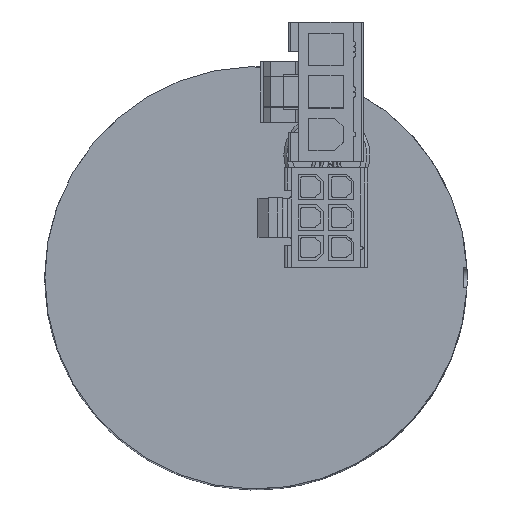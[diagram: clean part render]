
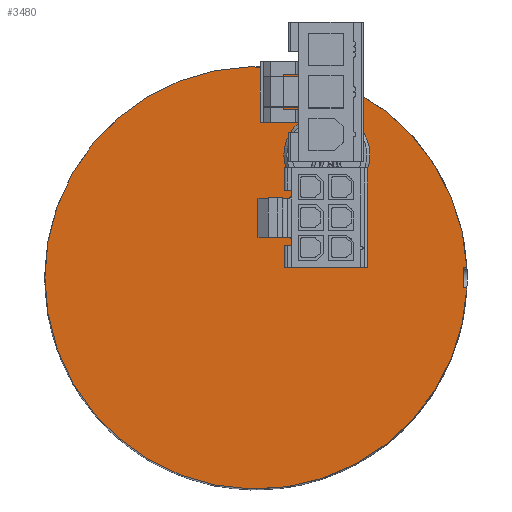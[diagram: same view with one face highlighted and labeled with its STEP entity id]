
A CAD part, top view. The second image highlights one B-rep face of the part: STEP entity #3480.
In plain terms, the highlighted planar face has unit normal (0, 0, 1).
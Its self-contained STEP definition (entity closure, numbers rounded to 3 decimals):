
#623=CARTESIAN_POINT('',(0.,0.,46.));
#624=DIRECTION('',(0.,0.,-1.));
#625=DIRECTION('',(0.999,-0.048,0.));
#626=AXIS2_PLACEMENT_3D('',#623,#624,#625);
#628=CARTESIAN_POINT('',(7.,12.124,46.));
#629=DIRECTION('',(0.,0.,1.));
#630=DIRECTION('',(0.5,0.866,0.));
#631=AXIS2_PLACEMENT_3D('',#628,#629,#630);
#633=CARTESIAN_POINT('',(7.,12.124,46.));
#634=DIRECTION('',(0.,0.,1.));
#635=DIRECTION('',(-0.5,-0.866,0.));
#636=AXIS2_PLACEMENT_3D('',#633,#634,#635);
#638=DIRECTION('',(-1.,0.,0.));
#639=VECTOR('',#638,0.326);
#640=CARTESIAN_POINT('',(20.826,-1.,46.));
#641=LINE('',#640,#639);
#711=DIRECTION('',(1.,0.,0.));
#712=VECTOR('',#711,0.326);
#713=CARTESIAN_POINT('',(20.5,1.,46.));
#714=LINE('',#713,#712);
#744=DIRECTION('',(0.,1.,0.));
#745=VECTOR('',#744,2.);
#746=CARTESIAN_POINT('',(20.5,-1.,46.));
#747=LINE('',#746,#745);
#1921=CARTESIAN_POINT('',(20.826,-1.,46.));
#1922=CARTESIAN_POINT('',(20.5,-1.,46.));
#1923=VERTEX_POINT('',#1921);
#1924=VERTEX_POINT('',#1922);
#1925=CARTESIAN_POINT('',(20.5,1.,46.));
#1926=VERTEX_POINT('',#1925);
#1927=CARTESIAN_POINT('',(20.826,1.,46.));
#1928=VERTEX_POINT('',#1927);
#2269=CARTESIAN_POINT('',(9.125,15.805,46.));
#2270=CARTESIAN_POINT('',(4.875,8.444,46.));
#2271=VERTEX_POINT('',#2269);
#2272=VERTEX_POINT('',#2270);
#3460=CARTESIAN_POINT('',(-0.012,0.,46.));
#3461=DIRECTION('',(0.,0.,-1.));
#3462=DIRECTION('',(1.,0.,0.));
#3463=AXIS2_PLACEMENT_3D('',#3460,#3461,#3462);
#3464=PLANE('',#3463);
#3466=ORIENTED_EDGE('',*,*,#3465,.F.);
#3468=ORIENTED_EDGE('',*,*,#3467,.T.);
#3470=ORIENTED_EDGE('',*,*,#3469,.F.);
#3472=ORIENTED_EDGE('',*,*,#3471,.F.);
#3473=EDGE_LOOP('',(#3466,#3468,#3470,#3472));
#3474=FACE_OUTER_BOUND('',#3473,.F.);
#3475=ORIENTED_EDGE('',*,*,#3450,.T.);
#3477=ORIENTED_EDGE('',*,*,#3476,.T.);
#3478=EDGE_LOOP('',(#3475,#3477));
#3479=FACE_BOUND('',#3478,.F.);
#627=CIRCLE('',#626,20.85);
#632=CIRCLE('',#631,4.25);
#637=CIRCLE('',#636,4.25);
#3450=EDGE_CURVE('',#2271,#2272,#632,.T.);
#3465=EDGE_CURVE('',#1923,#1924,#641,.T.);
#3467=EDGE_CURVE('',#1923,#1928,#627,.T.);
#3469=EDGE_CURVE('',#1926,#1928,#714,.T.);
#3471=EDGE_CURVE('',#1924,#1926,#747,.T.);
#3476=EDGE_CURVE('',#2272,#2271,#637,.T.);
#3480=ADVANCED_FACE('',(#3474,#3479),#3464,.F.);
